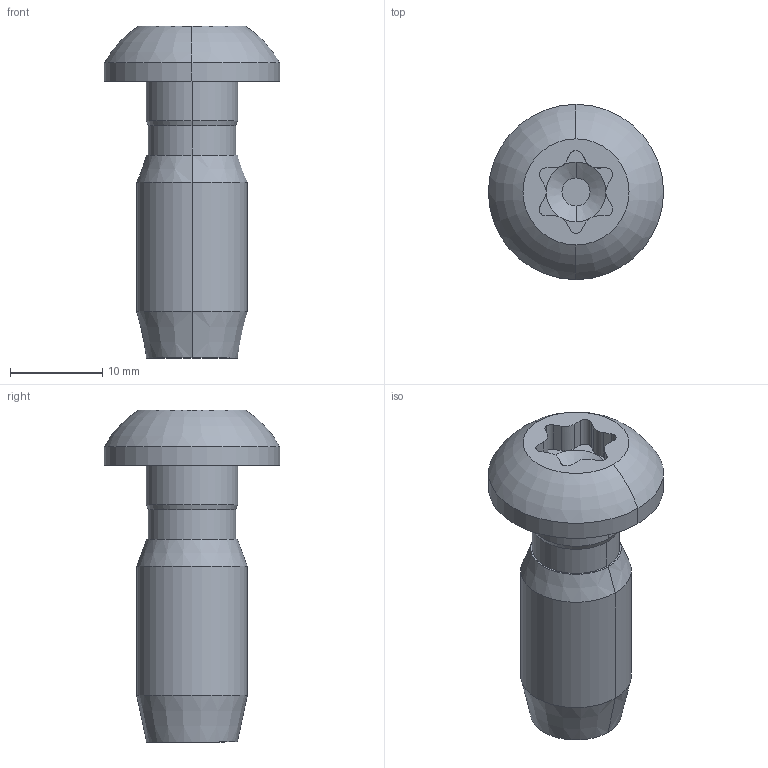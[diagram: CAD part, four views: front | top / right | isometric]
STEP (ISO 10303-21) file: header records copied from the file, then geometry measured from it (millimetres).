
FILE_DESCRIPTION (( 'STEP AP203' ), '1' );
FILE_NAME ('412530236_c_1.STEP', '2022-12-04T04:39:25', ( '' ), ( '' ), 'SwSTEP 2.0', 'SolidWorks 2014', '' );
FILE_SCHEMA (( 'CONFIG_CONTROL_DESIGN' ));
Length unit declared in the file: millimetre
Products named in the file (1): 412530236_c_1
Bounding box: 19 x 19 x 36 mm (x, y, z)
Volume: 4146.1 mm3; surface area: 1942.1 mm2
Topology: 1 solids, 1 shells, 54 faces, 135 edges, 86 vertices
Faces by surface type: cylinder 25, plane 19, cone 8, torus 2
Entity records: 1706 total; most frequent: DIRECTION 311, CARTESIAN_POINT 276, ORIENTED_EDGE 270, EDGE_CURVE 135, AXIS2_PLACEMENT_3D 121, VERTEX_POINT 86, LINE 69, VECTOR 69
